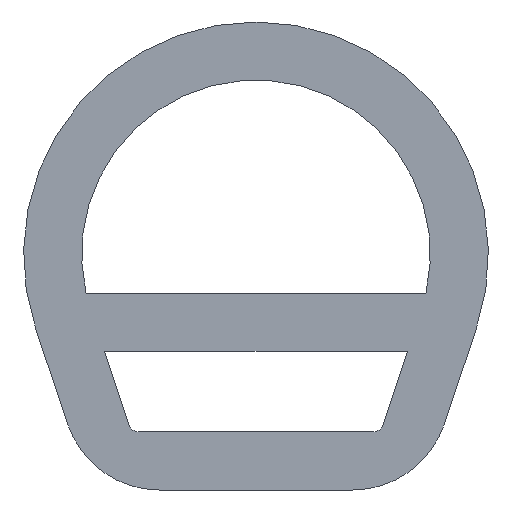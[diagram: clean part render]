
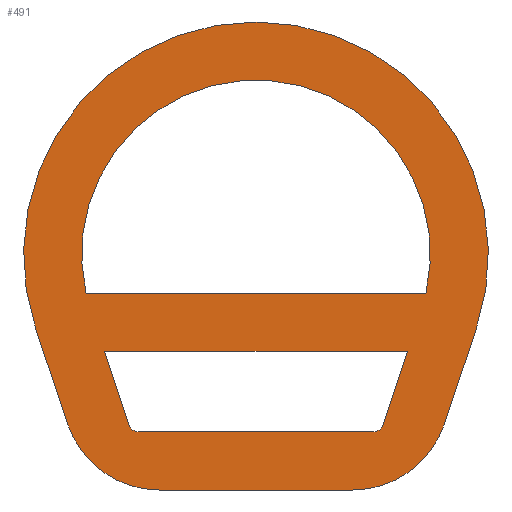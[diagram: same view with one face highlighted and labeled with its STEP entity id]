
A CAD part, front view. The second image highlights one B-rep face of the part: STEP entity #491.
In plain terms, the highlighted planar face has unit normal (0, -1, 0).
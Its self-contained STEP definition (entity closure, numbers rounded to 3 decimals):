
#48=AXIS2_PLACEMENT_3D('Circle Axis2P3D',#46,#47,$) ;
#110=AXIS2_PLACEMENT_3D('Circle Axis2P3D',#108,#109,$) ;
#172=AXIS2_PLACEMENT_3D('Circle Axis2P3D',#170,#171,$) ;
#270=AXIS2_PLACEMENT_3D('Circle Axis2P3D',#268,#269,$) ;
#365=AXIS2_PLACEMENT_3D('Circle Axis2P3D',#363,#364,$) ;
#427=AXIS2_PLACEMENT_3D('Circle Axis2P3D',#425,#426,$) ;
#469=AXIS2_PLACEMENT_3D('Plane Axis2P3D',#466,#467,#468) ;
#41=CARTESIAN_POINT('Vertex',(0.124,0.,1.672)) ;
#46=CARTESIAN_POINT('Axis2P3D Location',(2.4,0.,2.432)) ;
#50=CARTESIAN_POINT('Vertex',(4.676,0.,1.672)) ;
#77=CARTESIAN_POINT('Line Origine',(4.511,0.,1.178)) ;
#81=CARTESIAN_POINT('Vertex',(4.346,0.,0.683)) ;
#108=CARTESIAN_POINT('Axis2P3D Location',(3.398,0.,1.)) ;
#112=CARTESIAN_POINT('Vertex',(3.398,0.,0.)) ;
#139=CARTESIAN_POINT('Line Origine',(2.4,0.,0.)) ;
#143=CARTESIAN_POINT('Vertex',(1.402,0.,0.)) ;
#170=CARTESIAN_POINT('Axis2P3D Location',(1.402,0.,1.)) ;
#174=CARTESIAN_POINT('Vertex',(0.454,0.,0.683)) ;
#201=CARTESIAN_POINT('Line Origine',(0.289,0.,1.178)) ;
#236=CARTESIAN_POINT('Vertex',(0.645,0.,2.032)) ;
#239=CARTESIAN_POINT('Line Origine',(2.4,0.,2.032)) ;
#243=CARTESIAN_POINT('Vertex',(4.155,0.,2.032)) ;
#268=CARTESIAN_POINT('Axis2P3D Location',(2.4,0.,2.432)) ;
#298=CARTESIAN_POINT('Vertex',(3.964,0.,1.432)) ;
#301=CARTESIAN_POINT('Line Origine',(2.4,0.,1.432)) ;
#305=CARTESIAN_POINT('Vertex',(0.836,0.,1.432)) ;
#332=CARTESIAN_POINT('Line Origine',(0.964,0.,1.05)) ;
#336=CARTESIAN_POINT('Vertex',(1.092,0.,0.668)) ;
#363=CARTESIAN_POINT('Axis2P3D Location',(1.186,0.,0.7)) ;
#367=CARTESIAN_POINT('Vertex',(1.186,0.,0.6)) ;
#394=CARTESIAN_POINT('Line Origine',(2.4,0.,0.6)) ;
#398=CARTESIAN_POINT('Vertex',(3.614,0.,0.6)) ;
#425=CARTESIAN_POINT('Axis2P3D Location',(3.614,0.,0.7)) ;
#429=CARTESIAN_POINT('Vertex',(3.708,0.,0.668)) ;
#454=CARTESIAN_POINT('Line Origine',(3.836,0.,1.05)) ;
#466=CARTESIAN_POINT('Axis2P3D Location',(2.4,0.,2.032)) ;
#47=DIRECTION('Axis2P3D Direction',(0.,1.,0.)) ;
#78=DIRECTION('Vector Direction',(-0.317,0.,-0.948)) ;
#109=DIRECTION('Axis2P3D Direction',(0.,1.,0.)) ;
#140=DIRECTION('Vector Direction',(-1.,0.,0.)) ;
#171=DIRECTION('Axis2P3D Direction',(0.,1.,0.)) ;
#202=DIRECTION('Vector Direction',(0.317,0.,-0.948)) ;
#240=DIRECTION('Vector Direction',(-1.,0.,0.)) ;
#269=DIRECTION('Axis2P3D Direction',(0.,1.,0.)) ;
#302=DIRECTION('Vector Direction',(-1.,0.,0.)) ;
#333=DIRECTION('Vector Direction',(0.317,0.,-0.948)) ;
#364=DIRECTION('Axis2P3D Direction',(0.,1.,0.)) ;
#395=DIRECTION('Vector Direction',(-1.,0.,0.)) ;
#426=DIRECTION('Axis2P3D Direction',(0.,1.,0.)) ;
#455=DIRECTION('Vector Direction',(-0.317,0.,-0.948)) ;
#467=DIRECTION('Axis2P3D Direction',(0.,1.,0.)) ;
#468=DIRECTION('Axis2P3D XDirection',(-1.,0.,0.)) ;
#79=VECTOR('Line Direction',#78,1.) ;
#141=VECTOR('Line Direction',#140,1.) ;
#203=VECTOR('Line Direction',#202,1.) ;
#241=VECTOR('Line Direction',#240,1.) ;
#303=VECTOR('Line Direction',#302,1.) ;
#334=VECTOR('Line Direction',#333,1.) ;
#396=VECTOR('Line Direction',#395,1.) ;
#456=VECTOR('Line Direction',#455,1.) ;
#472=ORIENTED_EDGE('',*,*,#205,.F.) ;
#473=ORIENTED_EDGE('',*,*,#176,.F.) ;
#474=ORIENTED_EDGE('',*,*,#145,.F.) ;
#475=ORIENTED_EDGE('',*,*,#114,.F.) ;
#476=ORIENTED_EDGE('',*,*,#83,.F.) ;
#477=ORIENTED_EDGE('',*,*,#52,.F.) ;
#480=ORIENTED_EDGE('',*,*,#272,.T.) ;
#481=ORIENTED_EDGE('',*,*,#245,.T.) ;
#484=ORIENTED_EDGE('',*,*,#458,.T.) ;
#485=ORIENTED_EDGE('',*,*,#431,.T.) ;
#486=ORIENTED_EDGE('',*,*,#400,.T.) ;
#487=ORIENTED_EDGE('',*,*,#369,.T.) ;
#488=ORIENTED_EDGE('',*,*,#338,.T.) ;
#489=ORIENTED_EDGE('',*,*,#307,.T.) ;
#482=FACE_BOUND('',#479,.T.) ;
#490=FACE_BOUND('',#483,.T.) ;
#491=ADVANCED_FACE('S3D-Kopie',(#478,#482,#490),#470,.F.) ;
#49=CIRCLE('generated circle',#48,2.4) ;
#111=CIRCLE('generated circle',#110,1.) ;
#173=CIRCLE('generated circle',#172,1.) ;
#271=CIRCLE('generated circle',#270,1.8) ;
#366=CIRCLE('generated circle',#365,0.1) ;
#428=CIRCLE('generated circle',#427,0.1) ;
#52=EDGE_CURVE('',#42,#51,#49,.T.) ;
#83=EDGE_CURVE('',#51,#82,#80,.T.) ;
#114=EDGE_CURVE('',#82,#113,#111,.T.) ;
#145=EDGE_CURVE('',#113,#144,#142,.T.) ;
#176=EDGE_CURVE('',#144,#175,#173,.T.) ;
#205=EDGE_CURVE('',#175,#42,#204,.F.) ;
#245=EDGE_CURVE('',#244,#237,#242,.T.) ;
#272=EDGE_CURVE('',#237,#244,#271,.T.) ;
#307=EDGE_CURVE('',#306,#299,#304,.F.) ;
#338=EDGE_CURVE('',#337,#306,#335,.F.) ;
#369=EDGE_CURVE('',#368,#337,#366,.T.) ;
#400=EDGE_CURVE('',#399,#368,#397,.T.) ;
#431=EDGE_CURVE('',#430,#399,#428,.T.) ;
#458=EDGE_CURVE('',#299,#430,#457,.T.) ;
#471=EDGE_LOOP('',(#472,#473,#474,#475,#476,#477)) ;
#479=EDGE_LOOP('',(#480,#481)) ;
#483=EDGE_LOOP('',(#484,#485,#486,#487,#488,#489)) ;
#478=FACE_OUTER_BOUND('',#471,.T.) ;
#80=LINE('Line',#77,#79) ;
#142=LINE('Line',#139,#141) ;
#204=LINE('Line',#201,#203) ;
#242=LINE('Line',#239,#241) ;
#304=LINE('Line',#301,#303) ;
#335=LINE('Line',#332,#334) ;
#397=LINE('Line',#394,#396) ;
#457=LINE('Line',#454,#456) ;
#470=PLANE('',#469) ;
#42=VERTEX_POINT('',#41) ;
#51=VERTEX_POINT('',#50) ;
#82=VERTEX_POINT('',#81) ;
#113=VERTEX_POINT('',#112) ;
#144=VERTEX_POINT('',#143) ;
#175=VERTEX_POINT('',#174) ;
#237=VERTEX_POINT('',#236) ;
#244=VERTEX_POINT('',#243) ;
#299=VERTEX_POINT('',#298) ;
#306=VERTEX_POINT('',#305) ;
#337=VERTEX_POINT('',#336) ;
#368=VERTEX_POINT('',#367) ;
#399=VERTEX_POINT('',#398) ;
#430=VERTEX_POINT('',#429) ;
